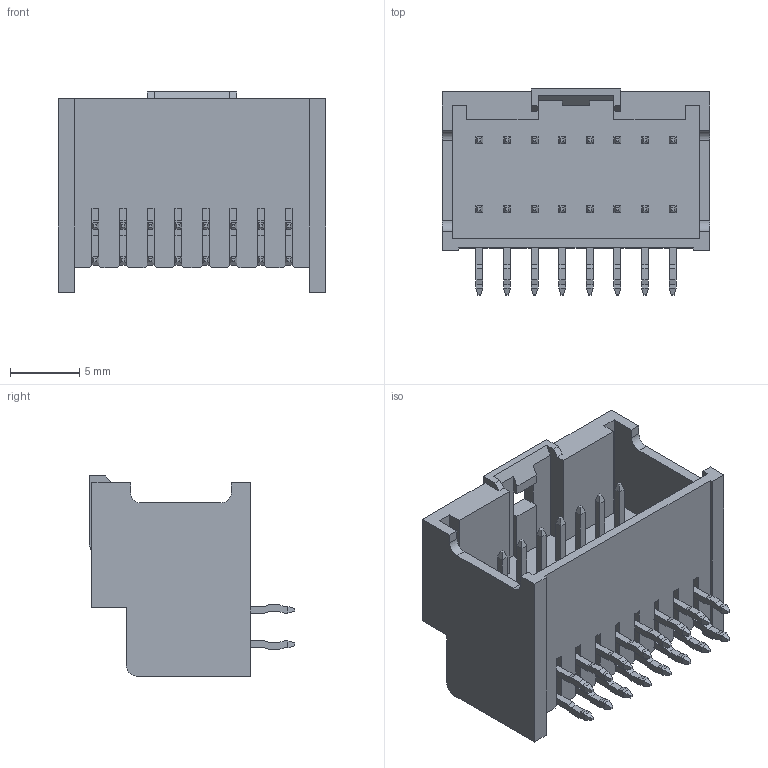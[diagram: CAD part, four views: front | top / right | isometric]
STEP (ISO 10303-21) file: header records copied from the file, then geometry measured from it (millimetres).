
FILE_DESCRIPTION( ( 'Unknown' ), '1' );
FILE_NAME( '62401621722.stp', 'Unknown', ( 'Unknown' ), ( 'Unknown' ), 'PSStep 17.0.49', 'Unknown', ' ' );
FILE_SCHEMA( ( 'AUTOMOTIVE_DESIGN { 1 0 10303 214 1 1 1 1 }' ) );
Length unit declared in the file: millimetre
Products named in the file (4): Assem1; 6240xx21722_PIN; 6240xx21722_PIN_LONGUE; 62401621722
Assembly tree (17 placements, depth 2):
  Assem1
    6240xx21722_PIN  x8
    6240xx21722_PIN_LONGUE  x8
    62401621722
Bounding box: 19.4 x 14.9 x 14.5 mm (x, y, z)
Volume: 1082.2 mm3; surface area: 2674.1 mm2
Topology: 17 solids, 17 shells, 755 faces, 2018 edges, 1280 vertices
Faces by surface type: plane 717, cylinder 38
Entity records: 15802 total; most frequent: CARTESIAN_POINT 2251, ORIENTED_EDGE 2244, DIRECTION 1960, EDGE_CURVE 1122, LINE 1102, VECTOR 1102, VERTEX_POINT 720, AXIS2_PLACEMENT_3D 429
